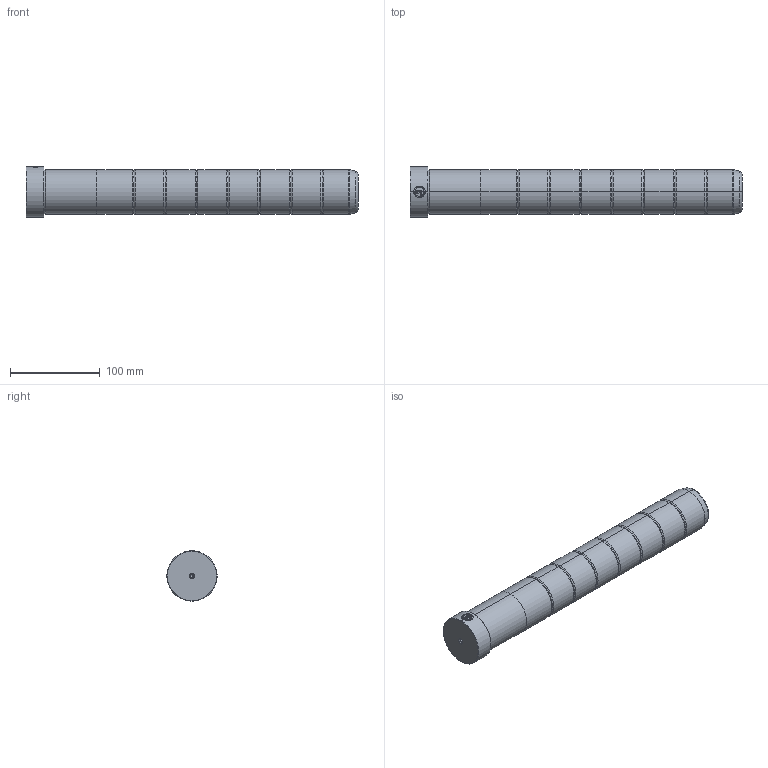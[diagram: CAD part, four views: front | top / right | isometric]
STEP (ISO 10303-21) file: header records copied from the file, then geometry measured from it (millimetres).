
FILE_DESCRIPTION (( 'STEP AP214' ), '1' );
FILE_NAME ('SPN-d50-L370.step', '2021-11-03T06:57:25', ( 'User' ), ( 'china' ), 'SwSTEP 2.0', 'SolidWorks 2016', '' );
FILE_SCHEMA (( 'AUTOMOTIVE_DESIGN' ));
Length unit declared in the file: millimetre
Products named in the file (1): SPN-d50-L370
Bounding box: 370 x 56 x 56 mm (x, y, z)
Volume: 719345.7 mm3; surface area: 66305.7 mm2
Topology: 1 solids, 1 shells, 104 faces, 228 edges, 128 vertices
Faces by surface type: cylinder 39, torus 34, cone 18, plane 13
Entity records: 3182 total; most frequent: CARTESIAN_POINT 843, DIRECTION 530, ORIENTED_EDGE 448, AXIS2_PLACEMENT_3D 229, EDGE_CURVE 224, VERTEX_POINT 128, CIRCLE 124, EDGE_LOOP 110
